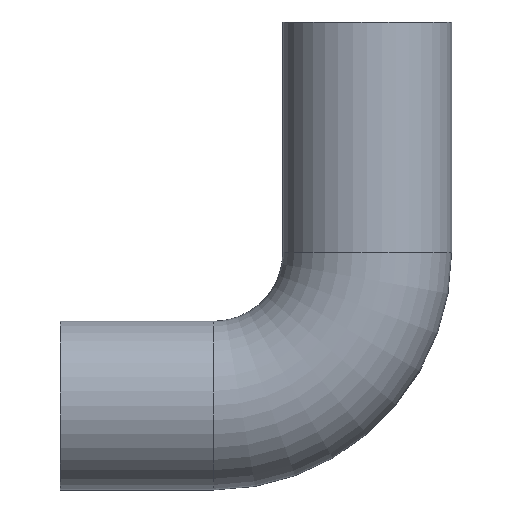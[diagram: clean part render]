
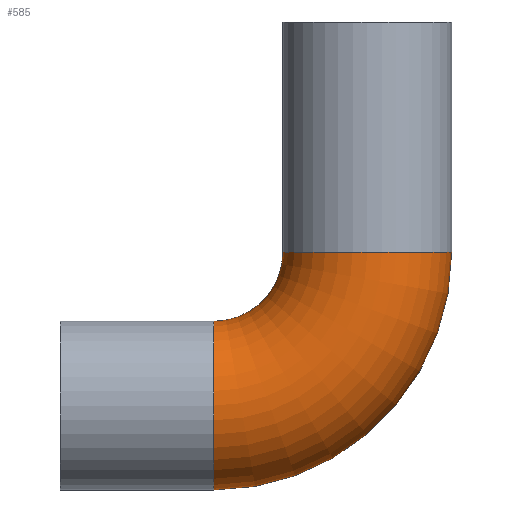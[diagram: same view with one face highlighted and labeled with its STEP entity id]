
A CAD part, front view. The second image highlights one B-rep face of the part: STEP entity #585.
In plain terms, the highlighted toroidal (fillet/blend) face has major radius 10 mm and minor radius 5.5 mm.
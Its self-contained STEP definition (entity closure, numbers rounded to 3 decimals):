
#29 = DIRECTION ( 'NONE',  ( 1., 0., 0. ) ) ;
#32 = FACE_OUTER_BOUND ( 'NONE', #615, .T. ) ;
#49 = DIRECTION ( 'NONE',  ( 0., 1., 0. ) ) ;
#82 = ORIENTED_EDGE ( 'NONE', *, *, #537, .F. ) ;
#85 = CIRCLE ( 'NONE', #674, 5.5 ) ;
#118 = EDGE_CURVE ( 'NONE', #458, #772, #340, .T. ) ;
#138 = DIRECTION ( 'NONE',  ( 0., 0., 1. ) ) ;
#155 = AXIS2_PLACEMENT_3D ( 'NONE', #286, #550, #516 ) ;
#162 = EDGE_CURVE ( 'NONE', #818, #458, #230, .T. ) ;
#163 = DIRECTION ( 'NONE',  ( 1., 0., 0. ) ) ;
#177 = CARTESIAN_POINT ( 'NONE',  ( 2.5, 0., 10. ) ) ;
#230 = CIRCLE ( 'NONE', #155, 4.5 ) ;
#250 = CARTESIAN_POINT ( 'NONE',  ( -7.5, 0., -5.5 ) ) ;
#253 = AXIS2_PLACEMENT_3D ( 'NONE', #269, #600, #138 ) ;
#269 = CARTESIAN_POINT ( 'NONE',  ( -7.5, 0., 10. ) ) ;
#286 = CARTESIAN_POINT ( 'NONE',  ( -7.5, 0., 10. ) ) ;
#291 = CARTESIAN_POINT ( 'NONE',  ( -3., 0., 10. ) ) ;
#310 = CARTESIAN_POINT ( 'NONE',  ( 8., 0., 10. ) ) ;
#321 = VERTEX_POINT ( 'NONE', #310 ) ;
#335 = ORIENTED_EDGE ( 'NONE', *, *, #118, .T. ) ;
#340 = CIRCLE ( 'NONE', #649, 5.5 ) ;
#352 = DIRECTION ( 'NONE',  ( 0., 0., 1. ) ) ;
#366 = ORIENTED_EDGE ( 'NONE', *, *, #766, .F. ) ;
#370 = AXIS2_PLACEMENT_3D ( 'NONE', #642, #49, #742 ) ;
#458 = VERTEX_POINT ( 'NONE', #534 ) ;
#488 = ORIENTED_EDGE ( 'NONE', *, *, #162, .T. ) ;
#516 = DIRECTION ( 'NONE',  ( 0., 0., 1. ) ) ;
#534 = CARTESIAN_POINT ( 'NONE',  ( -7.5, 0., 5.5 ) ) ;
#537 = EDGE_CURVE ( 'NONE', #321, #772, #617, .T. ) ;
#550 = DIRECTION ( 'NONE',  ( 0., 1., 0. ) ) ;
#585 = ADVANCED_FACE ( 'NONE', ( #32 ), #768, .T. ) ;
#600 = DIRECTION ( 'NONE',  ( 0., 1., 0. ) ) ;
#615 = EDGE_LOOP ( 'NONE', ( #82, #366, #488, #335 ) ) ;
#617 = CIRCLE ( 'NONE', #253, 15.5 ) ;
#642 = CARTESIAN_POINT ( 'NONE',  ( -7.5, 0., 10. ) ) ;
#649 = AXIS2_PLACEMENT_3D ( 'NONE', #812, #163, #688 ) ;
#674 = AXIS2_PLACEMENT_3D ( 'NONE', #177, #352, #29 ) ;
#688 = DIRECTION ( 'NONE',  ( 0., 0., -1. ) ) ;
#742 = DIRECTION ( 'NONE',  ( 0., 0., 1. ) ) ;
#766 = EDGE_CURVE ( 'NONE', #818, #321, #85, .T. ) ;
#768 = TOROIDAL_SURFACE ( 'NONE', #370, 10., 5.5 ) ;
#772 = VERTEX_POINT ( 'NONE', #250 ) ;
#812 = CARTESIAN_POINT ( 'NONE',  ( -7.5, 0., 0. ) ) ;
#818 = VERTEX_POINT ( 'NONE', #291 ) ;
